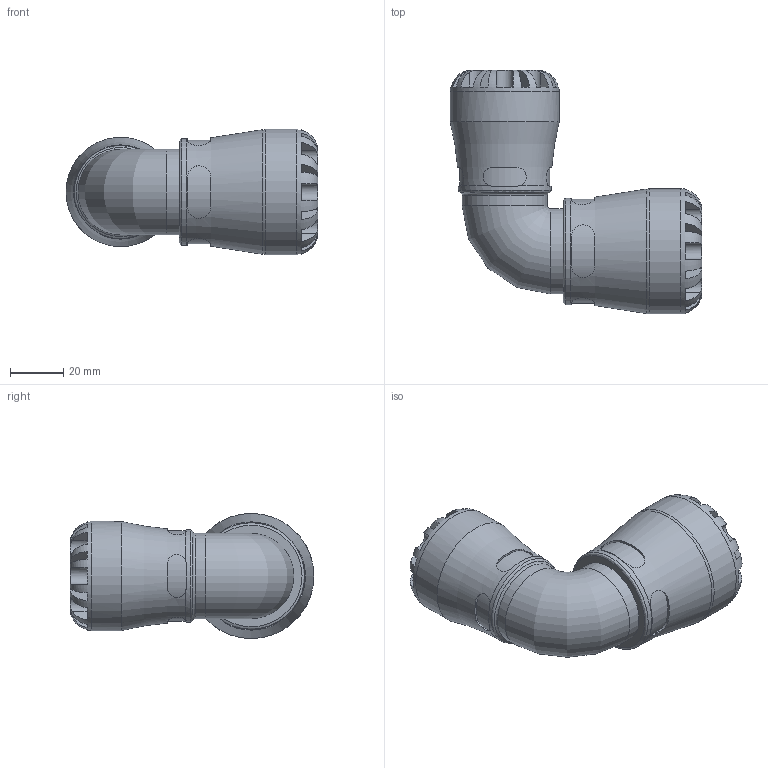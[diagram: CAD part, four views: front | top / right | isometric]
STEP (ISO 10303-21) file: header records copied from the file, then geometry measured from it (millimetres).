
FILE_DESCRIPTION(/* description */ ('PLASSON 90° REDUCING ELBOW 25-20 SERIES 1'),/* implementation_level */ '2;1');
FILE_NAME(/* name */ '105100025020_195100025020.ipt.stp',/* time_stamp */ '2017-01-22T11:47:31+02:00',/* author */ ('KIM'),/* organization */ (''),/* preprocessor_version */ 'ST-DEVELOPER v15.6',/* originating_system */ 'Autodesk Inventor 2015',/* authorisation */ '');
FILE_SCHEMA (('AUTOMOTIVE_DESIGN { 1 0 10303 214 3 1 1 }'));
Length unit declared in the file: millimetre
Products named in the file (1): 105100025020_195100025020
Bounding box: 94.5 x 91.5 x 47 mm (x, y, z)
Volume: 106896.7 mm3; surface area: 29968.3 mm2
Topology: 1 solids, 1 shells, 196 faces, 501 edges, 314 vertices
Faces by surface type: plane 118, cylinder 67, torus 10, cone 1
Full cylindrical faces by diameter (mm): 16.667 x2, 20 x1, 20.833 x1, 25 x1, 31.98 x2, 34.85 x1, 39.95 x1, 41 x1, 47 x1
Entity records: 7550 total; most frequent: CARTESIAN_POINT 2867, ORIENTED_EDGE 938, DIRECTION 900, EDGE_CURVE 469, AXIS2_PLACEMENT_3D 370, VERTEX_POINT 305, EDGE_LOOP 228, STYLED_ITEM 197
